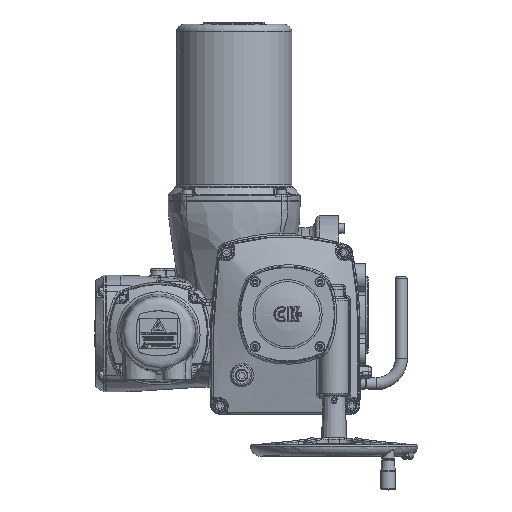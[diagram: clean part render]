
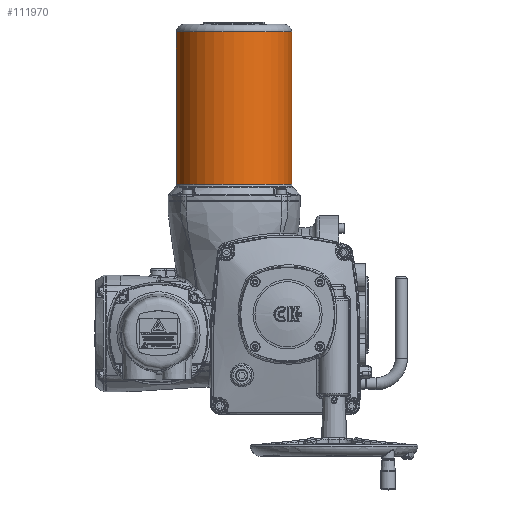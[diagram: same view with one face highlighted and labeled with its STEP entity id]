
A CAD part, top view. The second image highlights one B-rep face of the part: STEP entity #111970.
In plain terms, the highlighted cylindrical face has radius 75.5 mm (diameter 151 mm), a full revolution.
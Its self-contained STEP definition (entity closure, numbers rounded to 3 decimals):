
#5635=B_SPLINE_CURVE_WITH_KNOTS('',3,(#205124,#205125,#205126,#205127,#205128,
#205129,#205130,#205131,#205132,#205133,#205134,#205135,#205136,#205137,
#205138,#205139,#205140,#205141,#205142,#205143,#205144,#205145,#205146,
#205147,#205148,#205149,#205150,#205151,#205152,#205153,#205154,#205155,
#205156,#205157,#205158),.UNSPECIFIED.,.T.,.F.,(1,1,1,1,1,1,1,1,1,1,1,1,
1,1,1,1,1,1,1,1,1,1,1,1,1,1,1,1,1,1,1,1,1,1,1,1,1,1,1),(-0.095,
-0.064,-0.033,0.,0.03,0.061,0.092,
0.123,0.155,0.186,0.217,0.248,
0.28,0.311,0.342,0.373,
0.405,0.436,0.467,0.498,
0.53,0.561,0.592,0.623,
0.655,0.686,0.717,0.748,
0.78,0.811,0.842,0.873,
0.905,0.936,0.967,1.,1.03,1.061,
1.092),.UNSPECIFIED.);
#9742=CIRCLE('',#117493,75.5);
#9743=CIRCLE('',#117494,75.5);
#10666=CYLINDRICAL_SURFACE('',#117492,75.5);
#24759=ORIENTED_EDGE('',*,*,#41173,.T.);
#24760=ORIENTED_EDGE('',*,*,#41172,.T.);
#24761=ORIENTED_EDGE('',*,*,#41174,.T.);
#41172=EDGE_CURVE('',#50246,#50246,#5635,.T.);
#41173=EDGE_CURVE('',#50247,#50247,#9742,.T.);
#41174=EDGE_CURVE('',#50248,#50248,#9743,.T.);
#50246=VERTEX_POINT('',#205159);
#50247=VERTEX_POINT('',#205162);
#50248=VERTEX_POINT('',#205164);
#63830=EDGE_LOOP('',(#24759));
#63831=EDGE_LOOP('',(#24760));
#63832=EDGE_LOOP('',(#24761));
#69580=FACE_BOUND('',#63830,.T.);
#69581=FACE_BOUND('',#63831,.T.);
#69582=FACE_BOUND('',#63832,.T.);
#111970=ADVANCED_FACE('',(#69580,#69581,#69582),#10666,.T.);
#117492=AXIS2_PLACEMENT_3D('',#205160,#128685,#128686);
#117493=AXIS2_PLACEMENT_3D('',#205161,#128687,#128688);
#117494=AXIS2_PLACEMENT_3D('',#205163,#128689,#128690);
#128685=DIRECTION('',(0.,1.,0.));
#128686=DIRECTION('',(-1.,0.,0.));
#128687=DIRECTION('',(0.,-1.,0.));
#128688=DIRECTION('',(1.,0.,0.));
#128689=DIRECTION('',(0.,1.,0.));
#128690=DIRECTION('',(-1.,0.,0.));
#205124=CARTESIAN_POINT('',(-53.994,256.519,3.214));
#205125=CARTESIAN_POINT('',(-53.305,259.873,3.369));
#205126=CARTESIAN_POINT('',(-53.238,263.299,3.384));
#205127=CARTESIAN_POINT('',(-53.752,266.593,3.268));
#205128=CARTESIAN_POINT('',(-54.88,269.8,3.025));
#205129=CARTESIAN_POINT('',(-56.574,272.753,2.695));
#205130=CARTESIAN_POINT('',(-58.774,275.301,2.325));
#205131=CARTESIAN_POINT('',(-61.47,277.397,1.965));
#205132=CARTESIAN_POINT('',(-64.496,278.884,1.678));
#205133=CARTESIAN_POINT('',(-67.816,279.719,1.506));
#205134=CARTESIAN_POINT('',(-71.215,279.821,1.484));
#205135=CARTESIAN_POINT('',(-74.563,279.2,1.614));
#205136=CARTESIAN_POINT('',(-77.714,277.876,1.875));
#205137=CARTESIAN_POINT('',(-80.492,275.961,2.217));
#205138=CARTESIAN_POINT('',(-82.854,273.515,2.592));
#205139=CARTESIAN_POINT('',(-84.698,270.675,2.939));
#205140=CARTESIAN_POINT('',(-85.985,267.524,3.209));
#205141=CARTESIAN_POINT('',(-86.688,264.18,3.367));
#205142=CARTESIAN_POINT('',(-86.773,260.776,3.387));
#205143=CARTESIAN_POINT('',(-86.249,257.412,3.268));
#205144=CARTESIAN_POINT('',(-85.126,254.207,3.026));
#205145=CARTESIAN_POINT('',(-83.438,251.263,2.697));
#205146=CARTESIAN_POINT('',(-81.224,248.701,2.325));
#205147=CARTESIAN_POINT('',(-78.551,246.615,1.967));
#205148=CARTESIAN_POINT('',(-75.498,245.113,1.678));
#205149=CARTESIAN_POINT('',(-72.189,244.283,1.507));
#205150=CARTESIAN_POINT('',(-68.797,244.175,1.484));
#205151=CARTESIAN_POINT('',(-65.424,244.805,1.615));
#205152=CARTESIAN_POINT('',(-62.308,246.112,1.873));
#205153=CARTESIAN_POINT('',(-59.502,248.044,2.218));
#205154=CARTESIAN_POINT('',(-57.152,250.478,2.591));
#205155=CARTESIAN_POINT('',(-55.306,253.318,2.938));
#205156=CARTESIAN_POINT('',(-53.994,256.519,3.214));
#205157=CARTESIAN_POINT('',(-53.305,259.873,3.369));
#205158=CARTESIAN_POINT('',(-53.238,263.299,3.384));
#205159=CARTESIAN_POINT('',(-53.396,260.002,3.348));
#205160=CARTESIAN_POINT('',(-70.,102.5,77.));
#205161=CARTESIAN_POINT('',(-70.,370.,77.));
#205162=CARTESIAN_POINT('',(5.5,370.,77.));
#205163=CARTESIAN_POINT('',(-70.,170.646,77.));
#205164=CARTESIAN_POINT('',(-145.5,170.646,77.));
